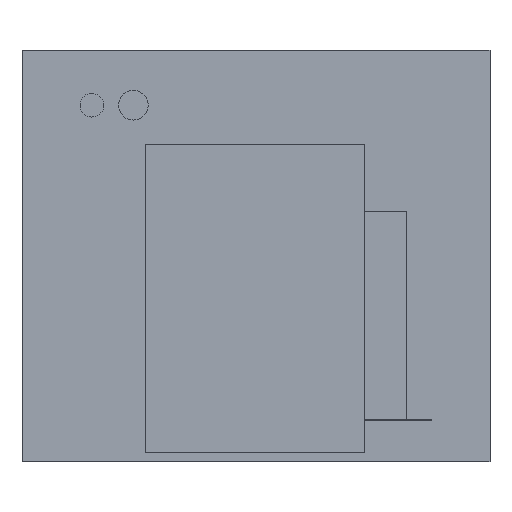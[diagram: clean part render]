
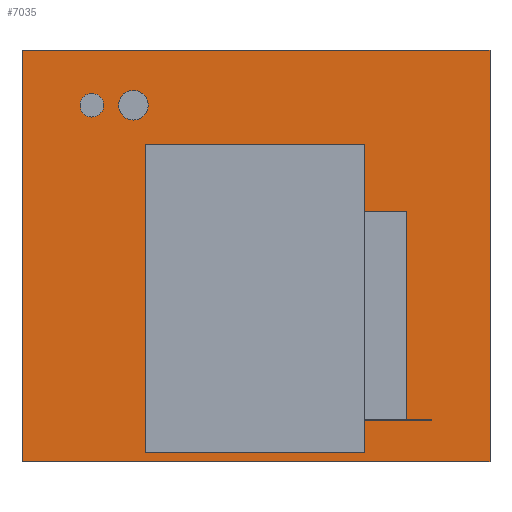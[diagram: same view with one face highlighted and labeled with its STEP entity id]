
A CAD part, front view. The second image highlights one B-rep face of the part: STEP entity #7035.
In plain terms, the highlighted planar face has unit normal (0, -1, 0).
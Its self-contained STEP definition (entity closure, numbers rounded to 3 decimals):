
#94=FACE_BOUND('',#913,.T.);
#95=FACE_BOUND('',#914,.T.);
#117=PLANE('',#7527);
#485=FACE_OUTER_BOUND('',#912,.T.);
#912=EDGE_LOOP('',(#4987,#4988,#4989,#4990));
#913=EDGE_LOOP('',(#4991));
#914=EDGE_LOOP('',(#4992));
#1354=LINE('',#10096,#2248);
#1356=LINE('',#10100,#2250);
#1358=LINE('',#10104,#2252);
#1360=LINE('',#10107,#2254);
#2248=VECTOR('',#8106,10.);
#2250=VECTOR('',#8110,10.);
#2252=VECTOR('',#8114,10.);
#2254=VECTOR('',#8118,10.);
#3124=CIRCLE('',#7511,20.);
#3126=CIRCLE('',#7515,25.);
#3244=VERTEX_POINT('',#10047);
#3246=VERTEX_POINT('',#10054);
#3259=VERTEX_POINT('',#10093);
#3260=VERTEX_POINT('',#10095);
#3261=VERTEX_POINT('',#10099);
#3262=VERTEX_POINT('',#10103);
#3921=EDGE_CURVE('',#3244,#3244,#3124,.T.);
#3924=EDGE_CURVE('',#3246,#3246,#3126,.T.);
#3942=EDGE_CURVE('',#3260,#3259,#1354,.T.);
#3944=EDGE_CURVE('',#3261,#3260,#1356,.T.);
#3946=EDGE_CURVE('',#3262,#3261,#1358,.T.);
#3948=EDGE_CURVE('',#3259,#3262,#1360,.T.);
#4987=ORIENTED_EDGE('',*,*,#3948,.T.);
#4988=ORIENTED_EDGE('',*,*,#3946,.T.);
#4989=ORIENTED_EDGE('',*,*,#3944,.T.);
#4990=ORIENTED_EDGE('',*,*,#3942,.T.);
#4991=ORIENTED_EDGE('',*,*,#3921,.T.);
#4992=ORIENTED_EDGE('',*,*,#3924,.T.);
#7035=ADVANCED_FACE('',(#485,#94,#95),#117,.T.);
#7511=AXIS2_PLACEMENT_3D('',#10049,#8062,#8063);
#7515=AXIS2_PLACEMENT_3D('',#10056,#8071,#8072);
#7527=AXIS2_PLACEMENT_3D('',#10108,#8119,#8120);
#8062=DIRECTION('center_axis',(0.,1.,0.));
#8063=DIRECTION('ref_axis',(1.,0.,0.));
#8071=DIRECTION('center_axis',(0.,1.,0.));
#8072=DIRECTION('ref_axis',(1.,0.,0.));
#8106=DIRECTION('',(0.,0.,-1.));
#8110=DIRECTION('',(-1.,0.,0.));
#8114=DIRECTION('',(0.,0.,1.));
#8118=DIRECTION('',(1.,0.,0.));
#8119=DIRECTION('center_axis',(0.,-1.,0.));
#8120=DIRECTION('ref_axis',(0.,0.,-1.));
#10047=CARTESIAN_POINT('',(-297.,-370.,254.5));
#10049=CARTESIAN_POINT('Origin',(-277.,-370.,254.5));
#10054=CARTESIAN_POINT('',(-232.,-370.,254.5));
#10056=CARTESIAN_POINT('Origin',(-207.,-370.,254.5));
#10093=CARTESIAN_POINT('',(-395.,-370.,-347.5));
#10095=CARTESIAN_POINT('',(-395.,-370.,347.5));
#10096=CARTESIAN_POINT('',(-395.,-370.,-347.5));
#10099=CARTESIAN_POINT('',(395.,-370.,347.5));
#10100=CARTESIAN_POINT('',(-395.,-370.,347.5));
#10103=CARTESIAN_POINT('',(395.,-370.,-347.5));
#10104=CARTESIAN_POINT('',(395.,-370.,347.5));
#10107=CARTESIAN_POINT('',(395.,-370.,-347.5));
#10108=CARTESIAN_POINT('Origin',(0.,-370.,0.));
